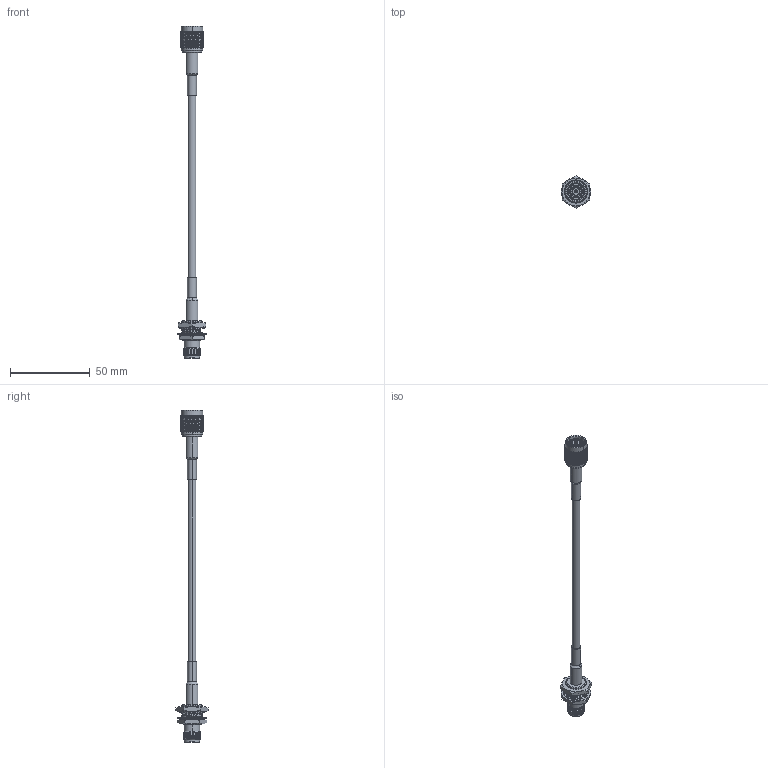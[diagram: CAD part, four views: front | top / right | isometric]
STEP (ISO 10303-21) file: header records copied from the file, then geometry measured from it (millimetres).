
FILE_DESCRIPTION (( 'STEP AP203' ), '1' );
FILE_NAME ('PE39231-HS.step', '2020-09-09T16:44:29', ( '' ), ( '' ), 'SwSTEP 2.0', 'SolidWorks 2018', '' );
FILE_SCHEMA (( 'CONFIG_CONTROL_DESIGN' ));
Products named in the file (4): PE4153^PE39231-HS_Heat shrink; RG142B-U^PE39231-HS_RG-142; PE39231-HS; PE4663^PE39231-HS_Heat Shrink
Assembly tree (3 placements, depth 2):
  PE39231-HS
    RG142B-U^PE39231-HS_RG-142
    PE4663^PE39231-HS_Heat Shrink
    PE4153^PE39231-HS_Heat shrink
Bounding box: 18.34 x 20.21 x 208.8 mm (x, y, z)
Volume: 8894.5 mm3; surface area: 8345.6 mm2
Topology: 7 solids, 8 shells, 2939 faces, 6421 edges, 3512 vertices
Faces by surface type: bspline 2082, cylinder 648, plane 117, cone 86, torus 6
Entity records: 123233 total; most frequent: CARTESIAN_POINT 82320, ORIENTED_EDGE 12842, EDGE_CURVE 6421, VERTEX_POINT 3512, EDGE_LOOP 2963, DIRECTION 2954, ADVANCED_FACE 2939, FACE_OUTER_BOUND 2939
